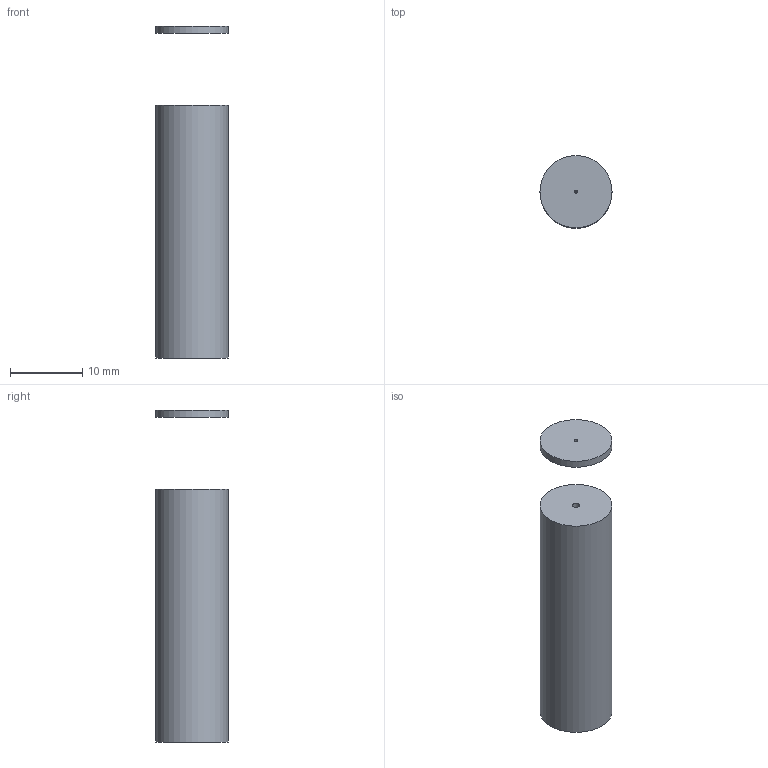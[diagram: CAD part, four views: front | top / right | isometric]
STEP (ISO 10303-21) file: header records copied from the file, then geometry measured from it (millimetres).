
FILE_DESCRIPTION(('Open CASCADE Model'),'2;1');
FILE_NAME('Open CASCADE Shape Model','2025-05-20T00:18:30',('Author'),( 'Open CASCADE'),'Open CASCADE STEP processor 7.7','Open CASCADE 7.7' ,'Unknown');
FILE_SCHEMA(('AUTOMOTIVE_DESIGN { 1 0 10303 214 1 1 1 1 }'));
Length unit declared in the file: millimetre
Products named in the file (5): Open CASCADE STEP translator 7.7 1; Open CASCADE STEP translator 7.7 1.1; Open CASCADE STEP translator 7.7 1.1.1; Open CASCADE STEP translator 7.7 1.1.2; Open CASCADE STEP translator 7.7 1.1.3
Assembly tree (4 placements, depth 3):
  Open CASCADE STEP translator 7.7 1
    Open CASCADE STEP translator 7.7 1.1
      Open CASCADE STEP translator 7.7 1.1.1
      Open CASCADE STEP translator 7.7 1.1.2
      Open CASCADE STEP translator 7.7 1.1.3
Bounding box: 10 x 10 x 46 mm (x, y, z)
Volume: 1975.2 mm3; surface area: 2025.8 mm2
Topology: 3 solids, 3 shells, 13 faces, 18 edges, 12 vertices
Faces by surface type: plane 7, cylinder 6
Full cylindrical faces by diameter (mm): 0.06 x1, 0.4 x1, 1 x1, 6 x1, 10 x2
Entity records: 604 total; most frequent: DIRECTION 102, CARTESIAN_POINT 84, ORIENTED_EDGE 36, PCURVE 36, DEFINITIONAL_REPRESENTATION 36, AXIS2_PLACEMENT_3D 30, LINE 30, VECTOR 30
